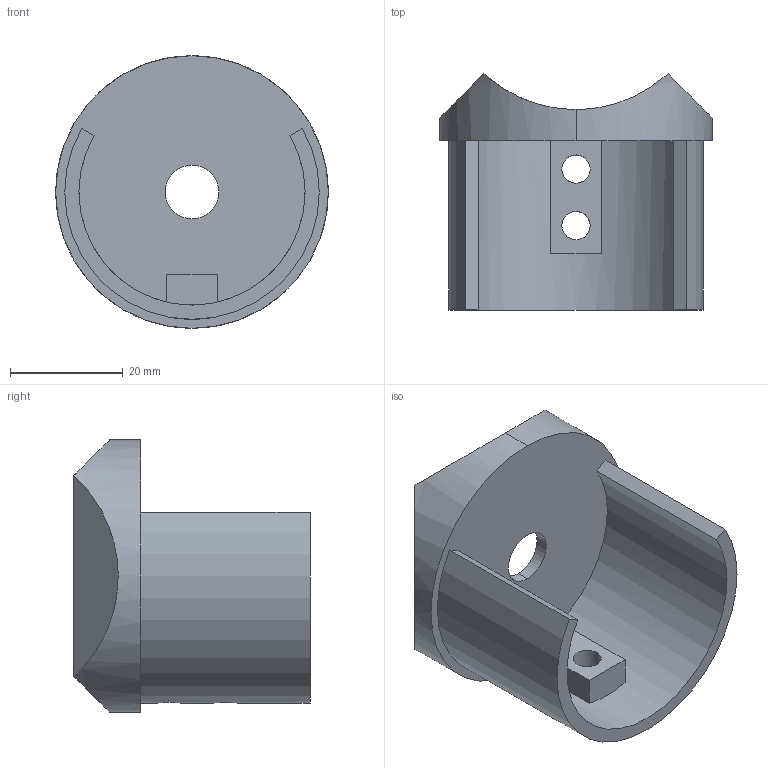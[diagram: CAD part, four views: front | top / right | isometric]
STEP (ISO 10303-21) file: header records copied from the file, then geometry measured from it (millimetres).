
FILE_DESCRIPTION (( 'STEP AP203' ), '1' );
FILE_NAME ('60325-V4A.STEP', '2017-08-23T06:37:38', ( '' ), ( '' ), 'SwSTEP 2.0', 'SolidWorks 2015', '' );
FILE_SCHEMA (( 'CONFIG_CONTROL_DESIGN' ));
Length unit declared in the file: millimetre
Products named in the file (1): 60325-V4A
Bounding box: 48.3 x 41.84 x 48.3 mm (x, y, z)
Volume: 17209.2 mm3; surface area: 11449.1 mm2
Topology: 1 solids, 1 shells, 252 faces, 672 edges, 448 vertices
Faces by surface type: plane 144, bspline 94, cylinder 14
Entity records: 12993 total; most frequent: CARTESIAN_POINT 7272, ORIENTED_EDGE 1344, DIRECTION 808, EDGE_CURVE 672, LINE 452, VECTOR 452, VERTEX_POINT 448, EDGE_LOOP 284
